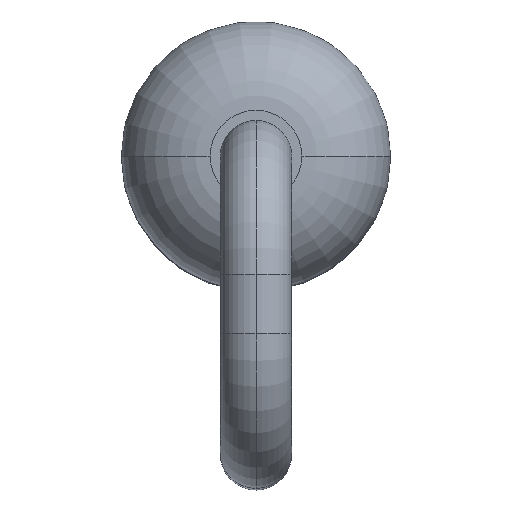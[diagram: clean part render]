
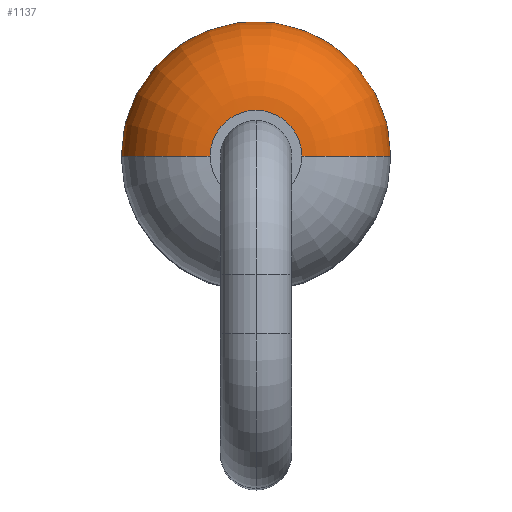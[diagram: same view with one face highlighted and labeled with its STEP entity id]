
A CAD part, top view. The second image highlights one B-rep face of the part: STEP entity #1137.
In plain terms, the highlighted toroidal (fillet/blend) face has major radius 0.386 mm and minor radius 0.75 mm.
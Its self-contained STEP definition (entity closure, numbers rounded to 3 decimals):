
#16 = AXIS2_PLACEMENT_3D ( 'NONE', #536, #1564, #410 ) ;
#162 = VERTEX_POINT ( 'NONE', #887 ) ;
#173 = AXIS2_PLACEMENT_3D ( 'NONE', #925, #649, #1496 ) ;
#213 = VERTEX_POINT ( 'NONE', #1590 ) ;
#299 = CIRCLE ( 'NONE', #544, 0.75 ) ;
#317 = ORIENTED_EDGE ( 'NONE', *, *, #551, .F. ) ;
#361 = DIRECTION ( 'NONE',  ( 0., 0., -1. ) ) ;
#383 = DIRECTION ( 'NONE',  ( 0., -1., 0. ) ) ;
#410 = DIRECTION ( 'NONE',  ( 1., 0., 0. ) ) ;
#415 = DIRECTION ( 'NONE',  ( 0., 0., 1. ) ) ;
#500 = CIRCLE ( 'NONE', #16, 1.131 ) ;
#530 = DIRECTION ( 'NONE',  ( 0., 1., 0. ) ) ;
#536 = CARTESIAN_POINT ( 'NONE',  ( 0., 0., -0.833 ) ) ;
#544 = AXIS2_PLACEMENT_3D ( 'NONE', #1819, #530, #1357 ) ;
#551 = EDGE_CURVE ( 'NONE', #213, #1269, #1619, .T. ) ;
#575 = ORIENTED_EDGE ( 'NONE', *, *, #1470, .T. ) ;
#649 = DIRECTION ( 'NONE',  ( 0., 0., -1. ) ) ;
#702 = EDGE_CURVE ( 'NONE', #162, #213, #759, .T. ) ;
#759 = CIRCLE ( 'NONE', #1741, 0.386 ) ;
#887 = CARTESIAN_POINT ( 'NONE',  ( 0.386, 0., 0. ) ) ;
#925 = CARTESIAN_POINT ( 'NONE',  ( 0., 0., -0.75 ) ) ;
#1040 = ORIENTED_EDGE ( 'NONE', *, *, #1798, .F. ) ;
#1063 = FACE_OUTER_BOUND ( 'NONE', #1477, .T. ) ;
#1130 = TOROIDAL_SURFACE ( 'NONE', #173, 0.386, 0.75 ) ;
#1137 = ADVANCED_FACE ( 'NONE', ( #1063 ), #1130, .T. ) ;
#1142 = DIRECTION ( 'NONE',  ( -1., 0., 0. ) ) ;
#1269 = VERTEX_POINT ( 'NONE', #1335 ) ;
#1311 = CARTESIAN_POINT ( 'NONE',  ( -0.386, 0., -0.75 ) ) ;
#1335 = CARTESIAN_POINT ( 'NONE',  ( -1.131, 0., -0.833 ) ) ;
#1357 = DIRECTION ( 'NONE',  ( -1., 0., 0. ) ) ;
#1451 = ORIENTED_EDGE ( 'NONE', *, *, #702, .F. ) ;
#1468 = AXIS2_PLACEMENT_3D ( 'NONE', #1311, #383, #361 ) ;
#1470 = EDGE_CURVE ( 'NONE', #162, #1851, #299, .T. ) ;
#1477 = EDGE_LOOP ( 'NONE', ( #1451, #575, #1040, #317 ) ) ;
#1496 = DIRECTION ( 'NONE',  ( -1., 0., 0. ) ) ;
#1538 = CARTESIAN_POINT ( 'NONE',  ( 1.131, 0., -0.833 ) ) ;
#1564 = DIRECTION ( 'NONE',  ( 0., 0., -1. ) ) ;
#1590 = CARTESIAN_POINT ( 'NONE',  ( -0.386, 0., 0. ) ) ;
#1619 = CIRCLE ( 'NONE', #1468, 0.75 ) ;
#1741 = AXIS2_PLACEMENT_3D ( 'NONE', #1845, #415, #1142 ) ;
#1798 = EDGE_CURVE ( 'NONE', #1269, #1851, #500, .T. ) ;
#1819 = CARTESIAN_POINT ( 'NONE',  ( 0.386, 0., -0.75 ) ) ;
#1845 = CARTESIAN_POINT ( 'NONE',  ( 0., 0., 0. ) ) ;
#1851 = VERTEX_POINT ( 'NONE', #1538 ) ;
